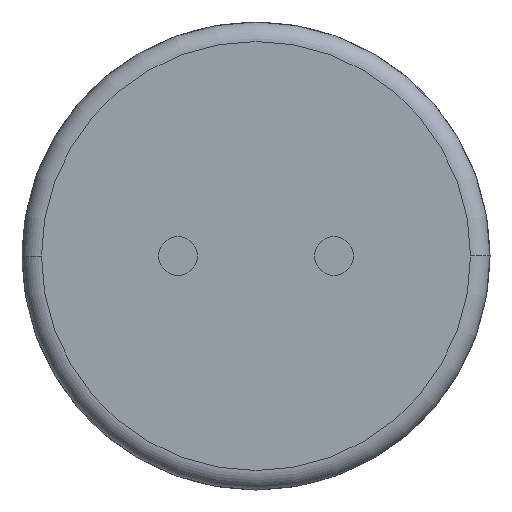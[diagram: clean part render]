
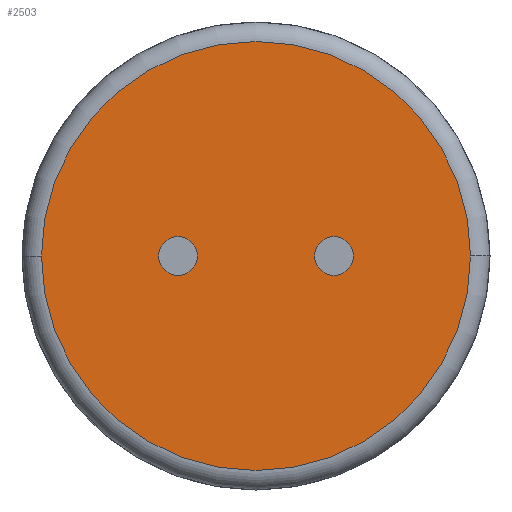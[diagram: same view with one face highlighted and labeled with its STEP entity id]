
A CAD part, front view. The second image highlights one B-rep face of the part: STEP entity #2503.
In plain terms, the highlighted planar face has unit normal (0, -1, 0).
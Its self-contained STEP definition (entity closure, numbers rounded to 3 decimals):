
#77 = DIRECTION ( 'NONE',  ( 0., 1., 0. ) ) ;
#84 = VERTEX_POINT ( 'NONE', #1891 ) ;
#200 = DIRECTION ( 'NONE',  ( 0., -1., 0. ) ) ;
#239 = EDGE_CURVE ( 'NONE', #4062, #2810, #2627, .T. ) ;
#362 = AXIS2_PLACEMENT_3D ( 'NONE', #1846, #4296, #454 ) ;
#454 = DIRECTION ( 'NONE',  ( -1., 0., 0. ) ) ;
#565 = DIRECTION ( 'NONE',  ( -1., 0., 0. ) ) ;
#678 = ORIENTED_EDGE ( 'NONE', *, *, #806, .F. ) ;
#806 = EDGE_CURVE ( 'NONE', #84, #2322, #4364, .T. ) ;
#818 = CARTESIAN_POINT ( 'NONE',  ( -1., 0., 0. ) ) ;
#896 = CARTESIAN_POINT ( 'NONE',  ( -1., 0., 0. ) ) ;
#1178 = CIRCLE ( 'NONE', #2746, 0.25 ) ;
#1247 = CARTESIAN_POINT ( 'NONE',  ( -1.25, 0., 0. ) ) ;
#1298 = DIRECTION ( 'NONE',  ( 0., -1., 0. ) ) ;
#1373 = AXIS2_PLACEMENT_3D ( 'NONE', #2781, #77, #3863 ) ;
#1769 = EDGE_LOOP ( 'NONE', ( #3514, #3402 ) ) ;
#1829 = ORIENTED_EDGE ( 'NONE', *, *, #2709, .F. ) ;
#1838 = EDGE_CURVE ( 'NONE', #2322, #84, #3518, .T. ) ;
#1846 = CARTESIAN_POINT ( 'NONE',  ( 0., 0., 0. ) ) ;
#1867 = EDGE_LOOP ( 'NONE', ( #678, #3956 ) ) ;
#1891 = CARTESIAN_POINT ( 'NONE',  ( 0.75, 0., 0. ) ) ;
#1898 = VERTEX_POINT ( 'NONE', #4519 ) ;
#1987 = DIRECTION ( 'NONE',  ( -1., 0., 0. ) ) ;
#2233 = DIRECTION ( 'NONE',  ( -1., 0., 0. ) ) ;
#2265 = AXIS2_PLACEMENT_3D ( 'NONE', #3368, #1298, #565 ) ;
#2275 = CIRCLE ( 'NONE', #2265, 2.75 ) ;
#2315 = FACE_BOUND ( 'NONE', #1867, .T. ) ;
#2322 = VERTEX_POINT ( 'NONE', #3951 ) ;
#2355 = CARTESIAN_POINT ( 'NONE',  ( 1., 0., 0. ) ) ;
#2486 = DIRECTION ( 'NONE',  ( -1., 0., 0. ) ) ;
#2503 = ADVANCED_FACE ( 'NONE', ( #3399, #2315, #2863 ), #3244, .F. ) ;
#2539 = AXIS2_PLACEMENT_3D ( 'NONE', #2355, #2730, #3792 ) ;
#2627 = CIRCLE ( 'NONE', #3463, 0.25 ) ;
#2702 = ORIENTED_EDGE ( 'NONE', *, *, #239, .F. ) ;
#2709 = EDGE_CURVE ( 'NONE', #2810, #4062, #1178, .T. ) ;
#2730 = DIRECTION ( 'NONE',  ( 0., -1., 0. ) ) ;
#2746 = AXIS2_PLACEMENT_3D ( 'NONE', #818, #4263, #2233 ) ;
#2765 = EDGE_CURVE ( 'NONE', #1898, #3305, #3908, .T. ) ;
#2781 = CARTESIAN_POINT ( 'NONE',  ( 0., 0., 0. ) ) ;
#2810 = VERTEX_POINT ( 'NONE', #1247 ) ;
#2863 = FACE_BOUND ( 'NONE', #4378, .T. ) ;
#3127 = DIRECTION ( 'NONE',  ( 0., -1., 0. ) ) ;
#3244 = PLANE ( 'NONE',  #1373 ) ;
#3305 = VERTEX_POINT ( 'NONE', #4018 ) ;
#3368 = CARTESIAN_POINT ( 'NONE',  ( 0., 0., 0. ) ) ;
#3399 = FACE_OUTER_BOUND ( 'NONE', #1769, .T. ) ;
#3402 = ORIENTED_EDGE ( 'NONE', *, *, #2765, .T. ) ;
#3440 = AXIS2_PLACEMENT_3D ( 'NONE', #3886, #3127, #2486 ) ;
#3463 = AXIS2_PLACEMENT_3D ( 'NONE', #896, #200, #1987 ) ;
#3514 = ORIENTED_EDGE ( 'NONE', *, *, #4440, .T. ) ;
#3518 = CIRCLE ( 'NONE', #3440, 0.25 ) ;
#3792 = DIRECTION ( 'NONE',  ( -1., 0., 0. ) ) ;
#3863 = DIRECTION ( 'NONE',  ( -1., 0., 0. ) ) ;
#3886 = CARTESIAN_POINT ( 'NONE',  ( 1., 0., 0. ) ) ;
#3908 = CIRCLE ( 'NONE', #362, 2.75 ) ;
#3951 = CARTESIAN_POINT ( 'NONE',  ( 1.25, 0., 0. ) ) ;
#3956 = ORIENTED_EDGE ( 'NONE', *, *, #1838, .F. ) ;
#4018 = CARTESIAN_POINT ( 'NONE',  ( -2.75, 0., 0. ) ) ;
#4062 = VERTEX_POINT ( 'NONE', #4221 ) ;
#4221 = CARTESIAN_POINT ( 'NONE',  ( -0.75, 0., 0. ) ) ;
#4263 = DIRECTION ( 'NONE',  ( 0., -1., 0. ) ) ;
#4296 = DIRECTION ( 'NONE',  ( 0., -1., 0. ) ) ;
#4364 = CIRCLE ( 'NONE', #2539, 0.25 ) ;
#4378 = EDGE_LOOP ( 'NONE', ( #1829, #2702 ) ) ;
#4440 = EDGE_CURVE ( 'NONE', #3305, #1898, #2275, .T. ) ;
#4519 = CARTESIAN_POINT ( 'NONE',  ( 2.75, 0., 0. ) ) ;
